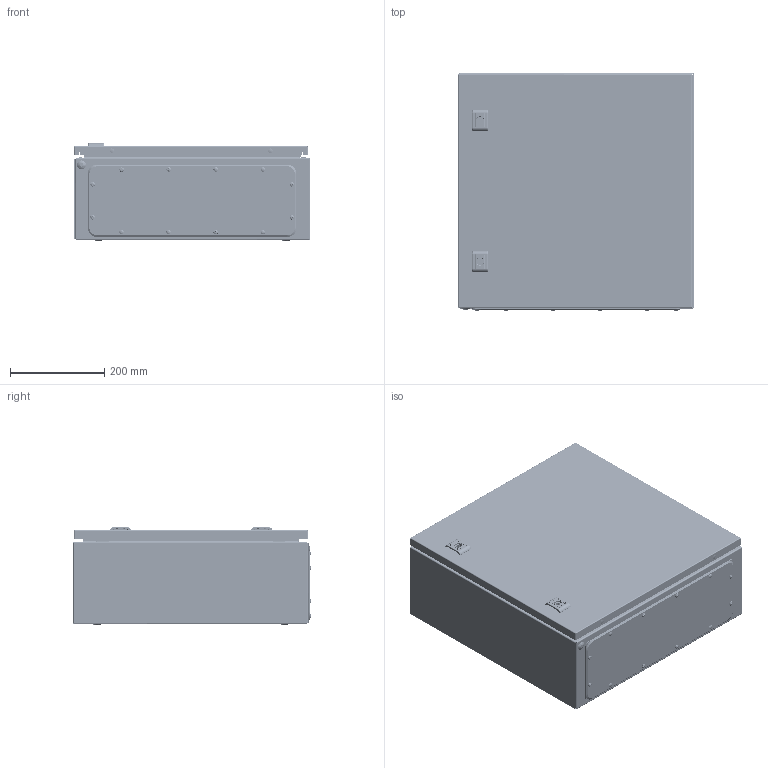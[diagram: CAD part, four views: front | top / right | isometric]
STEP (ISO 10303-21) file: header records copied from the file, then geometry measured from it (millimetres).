
FILE_DESCRIPTION (( 'STEP AP203' ), '1' );
FILE_NAME ('500x500x200.STEP', '2014-10-17T10:19:49', ( '' ), ( '' ), 'SwSTEP 2.0', 'SolidWorks 2014', '' );
FILE_SCHEMA (( 'CONFIG_CONTROL_DESIGN' ));
Length unit declared in the file: millimetre
Products named in the file (34): BASETTA ESTERNA PER BOX AC00C503_AC00C503; Sealant for flange 2_‘‚01‘280; Cerniera_CE; CERNIERA SALDATA; Inserto a doppio pettine AC00C443_AC00C343; Oval Head Sheet Metal Screw_DIN_12222; Fondi 2_Fondo_0500x0500; sealant for door CE_500x500; Linguetta CE_handle CE; SubAssem_Flange_SubAssem_Flange_CB01C280; land; SubAssem door ST_0500å0500 CB02C386; Hex Flange Bolt Small_ISO_ISO 4162 - M6 x 12 x 12-S; land Ì6õ20; end-cap_AC00C061; Perno AC00C401_AC00C401; AC00C348; Plate M4; End-cup AC00C383; Mounting plates ST 1.8mm BD=3.20 REV.1 2_500å500; Sealant AC00356; Countersunk Flat Head Cross Recess Screw_DIN_ISO 7046-1 - M4 x 8 - Z --- 8S; End-cup AC00C317; Hex Flange Nut_AM_B18.2.2.4M - Hex flange nut, M6 x 1 --N; Handle small door; Subassieme_Corpo_e_Fondo_SubAssCorpo_Fondo_0500x0500x200; AC00C316_AC00C316; Remote hub; MOLLA AC00C344_AC00C344; Dead door ST_500x500; Flange ST_CB01C280; Corpi_Scatola new_Corpo_0500x0500x200; 500x500x200; End-cup AC00C112
Assembly tree (81 placements, depth 4):
  500x500x200
    Subassieme_Corpo_e_Fondo_SubAssCorpo_Fondo_0500x0500x200
      Corpi_Scatola new_Corpo_0500x0500x200
      Cerniera_CE  x2
      Fondi 2_Fondo_0500x0500
      land  x4
      end-cap_AC00C061  x2
      End-cup AC00C383  x2
      End-cup AC00C317  x4
      AC00C316_AC00C316
      SubAssem_Flange_SubAssem_Flange_CB01C280
        Flange ST_CB01C280
        Sealant for flange 2_‘‚01‘280
        Oval Head Sheet Metal Screw_DIN_12222  x12
      land Ì6õ20  x4
      Plate M4  x2
      Countersunk Flat Head Cross Recess Screw_DIN_ISO 7046-1 - M4 x 8 - Z --- 8S  x4
    SubAssem door ST_0500å0500 CB02C386
      Dead door ST_500x500
      Handle small door  x2
        BASETTA ESTERNA PER BOX AC00C503_AC00C503
        Inserto a doppio pettine AC00C443_AC00C343
        Linguetta CE_handle CE
        Hex Flange Bolt Small_ISO_ISO 4162 - M6 x 12 x 12-S
        AC00C348
        Sealant AC00356
      MOLLA AC00C344_AC00C344  x2
      End-cup AC00C112  x4
      CERNIERA SALDATA  x2
      land  x4
      end-cap_AC00C061  x4
      sealant for door CE_500x500
    Perno AC00C401_AC00C401  x2
    Mounting plates ST 1.8mm BD=3.20 REV.1 2_500å500
    Hex Flange Nut_AM_B18.2.2.4M - Hex flange nut, M6 x 1 --N  x4
    Remote hub  x4
Bounding box: 500.67 x 505.03 x 207.73 mm (x, y, z)
Volume: 1837898.6 mm3; surface area: 2581600.9 mm2
Topology: 94 solids, 94 shells, 10170 faces, 27804 edges, 18118 vertices
Faces by surface type: bspline 4510, plane 2453, cylinder 2179, cone 774, torus 212, sphere 42
Entity records: 382285 total; most frequent: CARTESIAN_POINT 295617, ORIENTED_EDGE 19252, DIRECTION 13798, EDGE_CURVE 9626, VERTEX_POINT 6210, VECTOR 4646, LINE 4646, AXIS2_PLACEMENT_3D 4576
